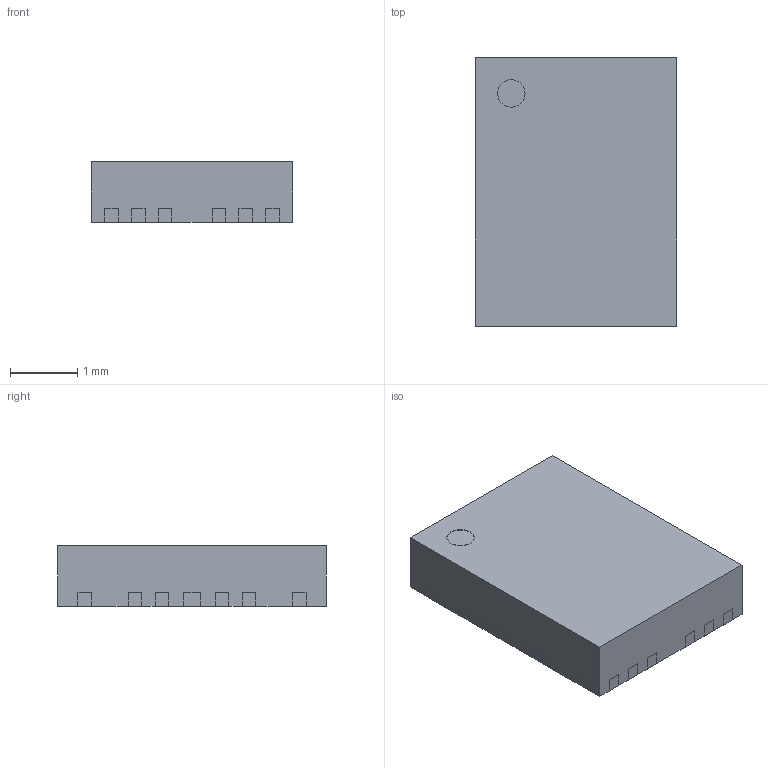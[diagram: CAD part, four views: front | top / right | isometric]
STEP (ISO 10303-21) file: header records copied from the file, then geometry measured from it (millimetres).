
FILE_DESCRIPTION (( 'STEP AP214' ), '1' );
FILE_NAME ('MP5470GL.STEP', '2022-07-28T08:38:36', ( '' ), ( '' ), 'SwSTEP 2.0', 'SolidWorks 2017', '' );
FILE_SCHEMA (( 'AUTOMOTIVE_DESIGN' ));
Length unit declared in the file: millimetre
Products named in the file (1): MP5470GL
Bounding box: 3 x 4 x 0.9 mm (x, y, z)
Volume: 10.8 mm3; surface area: 73.1 mm2
Topology: 22 solids, 22 shells, 1241 faces, 3394 edges, 2248 vertices
Faces by surface type: plane 859, cylinder 382
Entity records: 46583 total; most frequent: CARTESIAN_POINT 6950, ORIENTED_EDGE 6788, DIRECTION 6686, EDGE_CURVE 3394, LINE 2542, VECTOR 2542, VERTEX_POINT 2248, AXIS2_PLACEMENT_3D 2072
